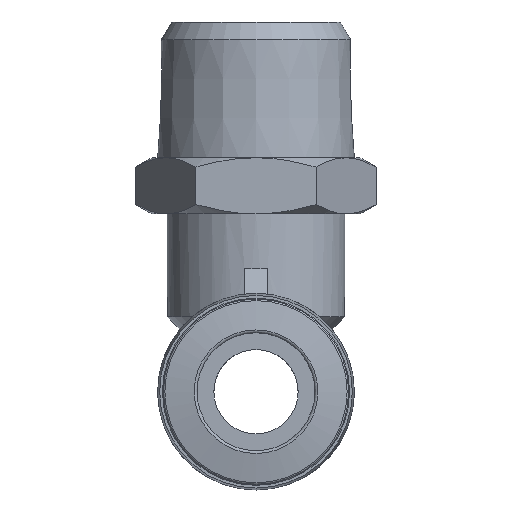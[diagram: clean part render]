
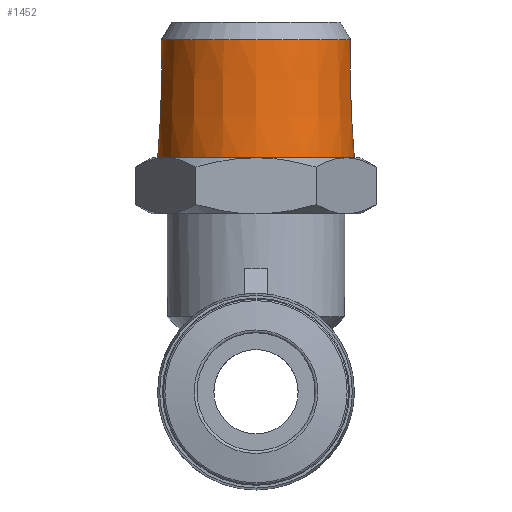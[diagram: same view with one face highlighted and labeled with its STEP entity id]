
A CAD part, left-side view. The second image highlights one B-rep face of the part: STEP entity #1452.
In plain terms, the highlighted conical face has half-angle 1.788 degrees and reference radius 10.501 mm.
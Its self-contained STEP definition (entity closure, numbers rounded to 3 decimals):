
#48=CONICAL_SURFACE('',#1583,10.501,0.031);
#384=ORIENTED_EDGE('',*,*,#521,.F.);
#385=ORIENTED_EDGE('',*,*,#491,.T.);
#491=EDGE_CURVE('',#587,#587,#637,.T.);
#521=EDGE_CURVE('',#612,#612,#667,.T.);
#587=VERTEX_POINT('',#2189);
#612=VERTEX_POINT('',#2273);
#637=CIRCLE('',#1525,10.501);
#667=CIRCLE('',#1584,10.108);
#762=EDGE_LOOP('',(#384));
#763=EDGE_LOOP('',(#385));
#870=FACE_BOUND('',#762,.T.);
#871=FACE_BOUND('',#763,.T.);
#1452=ADVANCED_FACE('',(#870,#871),#48,.T.);
#1525=AXIS2_PLACEMENT_3D('',#2188,#1737,#1738);
#1583=AXIS2_PLACEMENT_3D('',#2271,#1853,#1854);
#1584=AXIS2_PLACEMENT_3D('',#2272,#1855,#1856);
#1737=DIRECTION('',(0.,0.,1.));
#1738=DIRECTION('',(1.,0.,0.));
#1853=DIRECTION('',(0.,0.,-1.));
#1854=DIRECTION('',(-1.,0.,0.));
#1855=DIRECTION('',(0.,0.,1.));
#1856=DIRECTION('',(1.,0.,0.));
#2188=CARTESIAN_POINT('',(0.,0.,25.));
#2189=CARTESIAN_POINT('',(10.501,0.,25.));
#2271=CARTESIAN_POINT('',(0.,0.,25.));
#2272=CARTESIAN_POINT('',(0.,0.,37.603));
#2273=CARTESIAN_POINT('',(10.108,0.,37.603));
